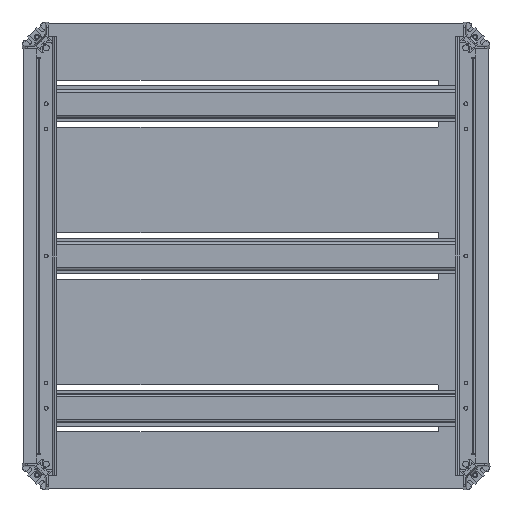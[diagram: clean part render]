
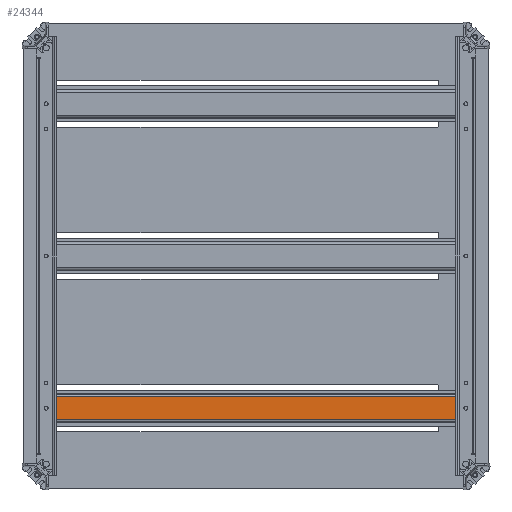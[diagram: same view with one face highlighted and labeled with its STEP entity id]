
A CAD part, front view. The second image highlights one B-rep face of the part: STEP entity #24344.
In plain terms, the highlighted planar face has unit normal (0, -1, 0).
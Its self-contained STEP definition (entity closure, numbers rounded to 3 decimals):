
#55 = CARTESIAN_POINT ( 'NONE',  ( -11.5, -1., 212.5 ) ) ;
#91 = ORIENTED_EDGE ( 'NONE', *, *, #9730, .F. ) ;
#127 = DIRECTION ( 'NONE',  ( 0., -1., 0. ) ) ;
#132 = VERTEX_POINT ( 'NONE', #7495 ) ;
#608 = VECTOR ( 'NONE', #23645, 1000. ) ;
#1144 = CARTESIAN_POINT ( 'NONE',  ( 2.25, -1., -212.5 ) ) ;
#1915 = CARTESIAN_POINT ( 'NONE',  ( -11.5, -1., -212.5 ) ) ;
#2069 = ORIENTED_EDGE ( 'NONE', *, *, #27159, .F. ) ;
#2087 = ORIENTED_EDGE ( 'NONE', *, *, #9842, .T. ) ;
#2285 = CARTESIAN_POINT ( 'NONE',  ( 2.25, -1., 205. ) ) ;
#2356 = ORIENTED_EDGE ( 'NONE', *, *, #6485, .T. ) ;
#3071 = LINE ( 'NONE', #11686, #5444 ) ;
#3153 = VERTEX_POINT ( 'NONE', #16466 ) ;
#3254 = EDGE_CURVE ( 'NONE', #6033, #10331, #19825, .T. ) ;
#3774 = DIRECTION ( 'NONE',  ( -1., 0., 0. ) ) ;
#3850 = CARTESIAN_POINT ( 'NONE',  ( 11.5, -1., -212.5 ) ) ;
#3996 = VECTOR ( 'NONE', #19150, 1000. ) ;
#4042 = CARTESIAN_POINT ( 'NONE',  ( -11.5, -1., -212.5 ) ) ;
#4296 = LINE ( 'NONE', #1915, #3996 ) ;
#5444 = VECTOR ( 'NONE', #20313, 1000. ) ;
#5576 = CARTESIAN_POINT ( 'NONE',  ( -2.25, -1., 205. ) ) ;
#6033 = VERTEX_POINT ( 'NONE', #9905 ) ;
#6069 = ORIENTED_EDGE ( 'NONE', *, *, #3254, .F. ) ;
#6330 = ORIENTED_EDGE ( 'NONE', *, *, #21353, .F. ) ;
#6485 = EDGE_CURVE ( 'NONE', #23800, #16635, #22458, .T. ) ;
#6801 = DIRECTION ( 'NONE',  ( 0., 0., 1. ) ) ;
#6933 = LINE ( 'NONE', #21788, #24306 ) ;
#7142 = VERTEX_POINT ( 'NONE', #11822 ) ;
#7494 = VECTOR ( 'NONE', #20934, 1000. ) ;
#7495 = CARTESIAN_POINT ( 'NONE',  ( 0., -1., -202.75 ) ) ;
#7842 = EDGE_CURVE ( 'NONE', #8203, #10331, #4296, .T. ) ;
#8203 = VERTEX_POINT ( 'NONE', #4042 ) ;
#8798 = VECTOR ( 'NONE', #6801, 1000. ) ;
#9217 = DIRECTION ( 'NONE',  ( 0., 0., -1. ) ) ;
#9307 = VERTEX_POINT ( 'NONE', #18549 ) ;
#9730 = EDGE_CURVE ( 'NONE', #25399, #132, #26252, .T. ) ;
#9842 = EDGE_CURVE ( 'NONE', #3153, #23800, #3071, .T. ) ;
#9905 = CARTESIAN_POINT ( 'NONE',  ( -2.25, -1., -205. ) ) ;
#10176 = CARTESIAN_POINT ( 'NONE',  ( 11.5, -1., 212.5 ) ) ;
#10230 = DIRECTION ( 'NONE',  ( -1., 0., 0. ) ) ;
#10331 = VERTEX_POINT ( 'NONE', #15274 ) ;
#10571 = VECTOR ( 'NONE', #16363, 1000. ) ;
#10748 = LINE ( 'NONE', #21928, #608 ) ;
#10795 = LINE ( 'NONE', #55, #27375 ) ;
#11265 = EDGE_CURVE ( 'NONE', #132, #6033, #13168, .T. ) ;
#11686 = CARTESIAN_POINT ( 'NONE',  ( 2.25, -1., 212.5 ) ) ;
#11822 = CARTESIAN_POINT ( 'NONE',  ( -2.25, -1., 212.5 ) ) ;
#12004 = CARTESIAN_POINT ( 'NONE',  ( 2.25, -1., -212.5 ) ) ;
#12049 = VECTOR ( 'NONE', #25923, 1000. ) ;
#12439 = CARTESIAN_POINT ( 'NONE',  ( -11.5, -1., -212.5 ) ) ;
#12586 = DIRECTION ( 'NONE',  ( 1., 0., 0. ) ) ;
#13075 = ORIENTED_EDGE ( 'NONE', *, *, #23937, .T. ) ;
#13168 = CIRCLE ( 'NONE', #24459, 2.25 ) ;
#13262 = DIRECTION ( 'NONE',  ( 0., 1., 0. ) ) ;
#14286 = VECTOR ( 'NONE', #12586, 1000. ) ;
#14434 = ORIENTED_EDGE ( 'NONE', *, *, #20321, .T. ) ;
#15094 = CARTESIAN_POINT ( 'NONE',  ( 0., -1., 205. ) ) ;
#15125 = LINE ( 'NONE', #19941, #8798 ) ;
#15230 = DIRECTION ( 'NONE',  ( -1., 0., 0. ) ) ;
#15274 = CARTESIAN_POINT ( 'NONE',  ( -2.25, -1., -212.5 ) ) ;
#15307 = ORIENTED_EDGE ( 'NONE', *, *, #26866, .F. ) ;
#15879 = VERTEX_POINT ( 'NONE', #10176 ) ;
#15949 = AXIS2_PLACEMENT_3D ( 'NONE', #22866, #27244, #3774 ) ;
#16363 = DIRECTION ( 'NONE',  ( 1., 0., 0. ) ) ;
#16394 = LINE ( 'NONE', #12004, #7494 ) ;
#16466 = CARTESIAN_POINT ( 'NONE',  ( 2.25, -1., 212.5 ) ) ;
#16485 = FACE_OUTER_BOUND ( 'NONE', #22154, .T. ) ;
#16635 = VERTEX_POINT ( 'NONE', #5576 ) ;
#16637 = ORIENTED_EDGE ( 'NONE', *, *, #21740, .T. ) ;
#16789 = LINE ( 'NONE', #21041, #10571 ) ;
#16818 = LINE ( 'NONE', #12439, #14286 ) ;
#17040 = VERTEX_POINT ( 'NONE', #3850 ) ;
#17499 = AXIS2_PLACEMENT_3D ( 'NONE', #15094, #13262, #15230 ) ;
#18484 = CARTESIAN_POINT ( 'NONE',  ( 2.25, -1., -205. ) ) ;
#18549 = CARTESIAN_POINT ( 'NONE',  ( -11.5, -1., 212.5 ) ) ;
#18669 = ORIENTED_EDGE ( 'NONE', *, *, #11265, .F. ) ;
#19009 = CARTESIAN_POINT ( 'NONE',  ( 0., -1., -205. ) ) ;
#19150 = DIRECTION ( 'NONE',  ( 1., 0., 0. ) ) ;
#19598 = ORIENTED_EDGE ( 'NONE', *, *, #7842, .T. ) ;
#19655 = DIRECTION ( 'NONE',  ( 1., 0., 0. ) ) ;
#19825 = LINE ( 'NONE', #26205, #12049 ) ;
#19918 = AXIS2_PLACEMENT_3D ( 'NONE', #25742, #127, #22046 ) ;
#19941 = CARTESIAN_POINT ( 'NONE',  ( -2.25, -1., 205. ) ) ;
#20313 = DIRECTION ( 'NONE',  ( 0., 0., -1. ) ) ;
#20321 = EDGE_CURVE ( 'NONE', #9307, #8203, #10795, .T. ) ;
#20549 = VERTEX_POINT ( 'NONE', #1144 ) ;
#20740 = PLANE ( 'NONE',  #15949 ) ;
#20934 = DIRECTION ( 'NONE',  ( 0., 0., 1. ) ) ;
#21041 = CARTESIAN_POINT ( 'NONE',  ( -11.5, -1., 212.5 ) ) ;
#21353 = EDGE_CURVE ( 'NONE', #20549, #25399, #16394, .T. ) ;
#21740 = EDGE_CURVE ( 'NONE', #20549, #17040, #16818, .T. ) ;
#21788 = CARTESIAN_POINT ( 'NONE',  ( -11.5, -1., 212.5 ) ) ;
#21928 = CARTESIAN_POINT ( 'NONE',  ( 11.5, -1., 212.5 ) ) ;
#22046 = DIRECTION ( 'NONE',  ( -1., 0., 0. ) ) ;
#22154 = EDGE_LOOP ( 'NONE', ( #2087, #2356, #13075, #23649, #14434, #19598, #6069, #18669, #91, #6330, #16637, #15307, #2069 ) ) ;
#22458 = CIRCLE ( 'NONE', #17499, 2.25 ) ;
#22866 = CARTESIAN_POINT ( 'NONE',  ( -11.5, -1., 212.5 ) ) ;
#22993 = EDGE_CURVE ( 'NONE', #9307, #7142, #6933, .T. ) ;
#23645 = DIRECTION ( 'NONE',  ( 0., 0., -1. ) ) ;
#23649 = ORIENTED_EDGE ( 'NONE', *, *, #22993, .F. ) ;
#23800 = VERTEX_POINT ( 'NONE', #2285 ) ;
#23937 = EDGE_CURVE ( 'NONE', #16635, #7142, #15125, .T. ) ;
#24306 = VECTOR ( 'NONE', #19655, 1000. ) ;
#24344 = ADVANCED_FACE ( 'NONE', ( #16485 ), #20740, .F. ) ;
#24459 = AXIS2_PLACEMENT_3D ( 'NONE', #19009, #27639, #10230 ) ;
#25399 = VERTEX_POINT ( 'NONE', #18484 ) ;
#25742 = CARTESIAN_POINT ( 'NONE',  ( 0., -1., -205. ) ) ;
#25923 = DIRECTION ( 'NONE',  ( 0., 0., -1. ) ) ;
#26205 = CARTESIAN_POINT ( 'NONE',  ( -2.25, -1., -205. ) ) ;
#26252 = CIRCLE ( 'NONE', #19918, 2.25 ) ;
#26866 = EDGE_CURVE ( 'NONE', #15879, #17040, #10748, .T. ) ;
#27159 = EDGE_CURVE ( 'NONE', #3153, #15879, #16789, .T. ) ;
#27244 = DIRECTION ( 'NONE',  ( 0., 1., 0. ) ) ;
#27375 = VECTOR ( 'NONE', #9217, 1000. ) ;
#27639 = DIRECTION ( 'NONE',  ( 0., -1., 0. ) ) ;
